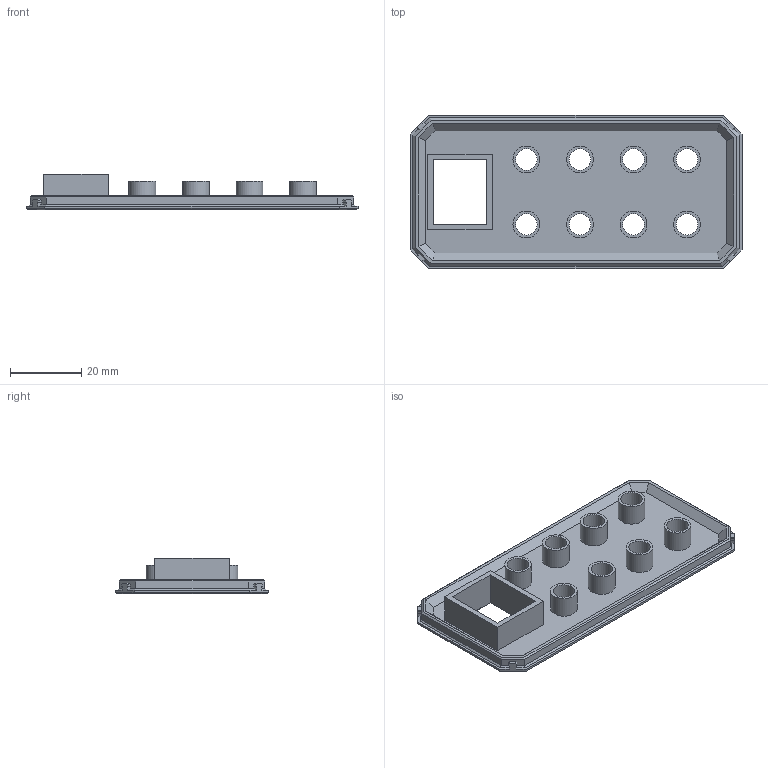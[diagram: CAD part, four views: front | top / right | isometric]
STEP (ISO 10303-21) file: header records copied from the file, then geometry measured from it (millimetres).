
FILE_DESCRIPTION(('FreeCAD Model'),'2;1');
FILE_NAME('Open CASCADE Shape Model','2025-02-04T22:59:32',('Author'),( ''),'Open CASCADE STEP processor 7.8','FreeCAD','Unknown');
FILE_SCHEMA(('AUTOMOTIVE_DESIGN { 1 0 10303 214 1 1 1 1 }'));
Length unit declared in the file: millimetre
Products named in the file (1): Chamfer001
Bounding box: 93 x 43 x 10 mm (x, y, z)
Volume: 9283.6 mm3; surface area: 11501.7 mm2
Topology: 1 solids, 1 shells, 140 faces, 348 edges, 220 vertices
Faces by surface type: plane 116, cylinder 16, cone 8
Full cylindrical faces by diameter (mm): 6 x8, 7.5 x8
Entity records: 4114 total; most frequent: CARTESIAN_POINT 717, ORIENTED_EDGE 696, DIRECTION 662, EDGE_CURVE 348, LINE 300, VECTOR 300, VERTEX_POINT 220, AXIS2_PLACEMENT_3D 181
